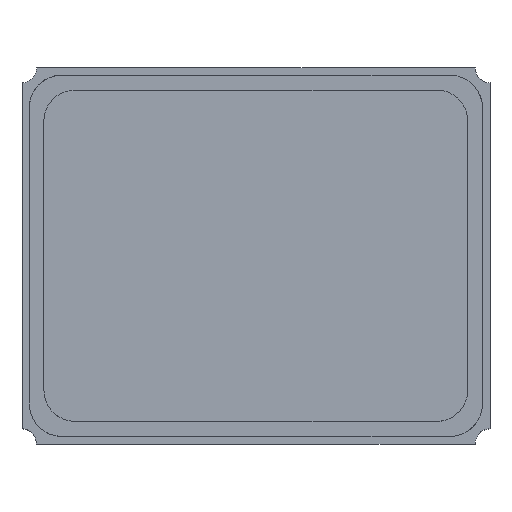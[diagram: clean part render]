
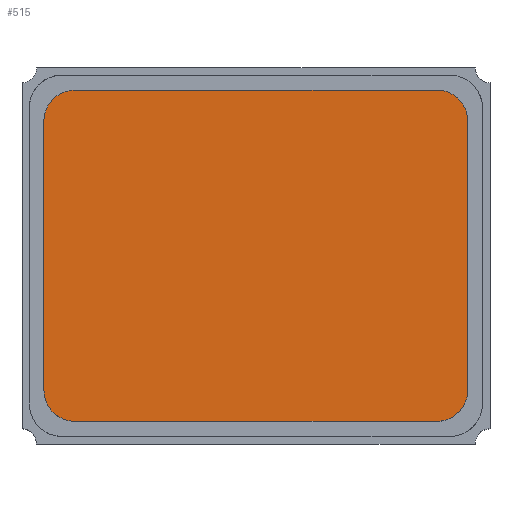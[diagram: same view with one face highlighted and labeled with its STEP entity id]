
A CAD part, top view. The second image highlights one B-rep face of the part: STEP entity #515.
In plain terms, the highlighted planar face has unit normal (0, 0, 1).
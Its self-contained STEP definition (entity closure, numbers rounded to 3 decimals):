
#28=FACE_OUTER_BOUND('',#56,.T.);
#56=EDGE_LOOP('',(#326,#327,#328,#329,#330,#331,#332,#333));
#86=ELLIPSE('',#558,0.172,0.167);
#87=ELLIPSE('',#559,0.172,0.167);
#88=ELLIPSE('',#560,0.172,0.167);
#89=ELLIPSE('',#561,0.172,0.167);
#110=LINE('',#731,#158);
#111=LINE('',#735,#159);
#112=LINE('',#739,#160);
#113=LINE('',#743,#161);
#158=VECTOR('',#601,0.797);
#159=VECTOR('',#604,0.82);
#160=VECTOR('',#607,0.797);
#161=VECTOR('',#610,0.82);
#206=VERTEX_POINT('',#729);
#207=VERTEX_POINT('',#730);
#208=VERTEX_POINT('',#732);
#209=VERTEX_POINT('',#734);
#210=VERTEX_POINT('',#736);
#211=VERTEX_POINT('',#738);
#212=VERTEX_POINT('',#740);
#213=VERTEX_POINT('',#742);
#254=EDGE_CURVE('',#206,#207,#110,.T.);
#255=EDGE_CURVE('',#207,#208,#86,.T.);
#256=EDGE_CURVE('',#208,#209,#111,.T.);
#257=EDGE_CURVE('',#209,#210,#87,.T.);
#258=EDGE_CURVE('',#210,#211,#112,.T.);
#259=EDGE_CURVE('',#211,#212,#88,.T.);
#260=EDGE_CURVE('',#212,#213,#113,.T.);
#261=EDGE_CURVE('',#213,#206,#89,.T.);
#326=ORIENTED_EDGE('',*,*,#254,.T.);
#327=ORIENTED_EDGE('',*,*,#255,.T.);
#328=ORIENTED_EDGE('',*,*,#256,.T.);
#329=ORIENTED_EDGE('',*,*,#257,.T.);
#330=ORIENTED_EDGE('',*,*,#258,.T.);
#331=ORIENTED_EDGE('',*,*,#259,.T.);
#332=ORIENTED_EDGE('',*,*,#260,.T.);
#333=ORIENTED_EDGE('',*,*,#261,.T.);
#470=PLANE('',#557);
#515=ADVANCED_FACE('',(#28),#470,.T.);
#557=AXIS2_PLACEMENT_3D('',#728,#599,#600);
#558=AXIS2_PLACEMENT_3D('',#733,#602,#603);
#559=AXIS2_PLACEMENT_3D('',#737,#605,#606);
#560=AXIS2_PLACEMENT_3D('',#741,#608,#609);
#561=AXIS2_PLACEMENT_3D('',#744,#611,#612);
#599=DIRECTION('center_axis',(0.,0.,
1.));
#600=DIRECTION('ref_axis',(1.,0.,0.));
#601=DIRECTION('',(1.,0.,0.));
#602=DIRECTION('center_axis',(0.,0.,1.));
#603=DIRECTION('ref_axis',(0.,1.,0.));
#604=DIRECTION('',(0.,1.,0.));
#605=DIRECTION('center_axis',(0.,0.,1.));
#606=DIRECTION('ref_axis',(0.,1.,0.));
#607=DIRECTION('',(-1.,0.,0.));
#608=DIRECTION('center_axis',(0.,0.,1.));
#609=DIRECTION('ref_axis',(0.,1.,0.));
#610=DIRECTION('',(0.,-1.,0.));
#611=DIRECTION('center_axis',(0.,0.,1.));
#612=DIRECTION('ref_axis',(0.,1.,0.));
#728=CARTESIAN_POINT('Origin',(0.252,-0.198,0.626));
#729=CARTESIAN_POINT('',(-0.737,-1.1,0.626));
#730=CARTESIAN_POINT('',(1.241,-1.1,0.626));
#731=CARTESIAN_POINT('',(-0.737,-1.1,0.626));
#732=CARTESIAN_POINT('',(1.407,-0.928,0.626));
#733=CARTESIAN_POINT('Origin',(1.241,-0.928,0.626));
#734=CARTESIAN_POINT('',(1.407,0.532,0.626));
#735=CARTESIAN_POINT('',(1.407,-0.928,0.626));
#736=CARTESIAN_POINT('',(1.241,0.704,0.626));
#737=CARTESIAN_POINT('Origin',(1.241,0.532,0.626));
#738=CARTESIAN_POINT('',(-0.737,0.704,0.626));
#739=CARTESIAN_POINT('',(1.241,0.704,0.626));
#740=CARTESIAN_POINT('',(-0.903,0.532,0.626));
#741=CARTESIAN_POINT('Origin',(-0.737,0.532,0.626));
#742=CARTESIAN_POINT('',(-0.903,-0.928,0.626));
#743=CARTESIAN_POINT('',(-0.903,0.532,0.626));
#744=CARTESIAN_POINT('Origin',(-0.737,-0.928,0.626));
